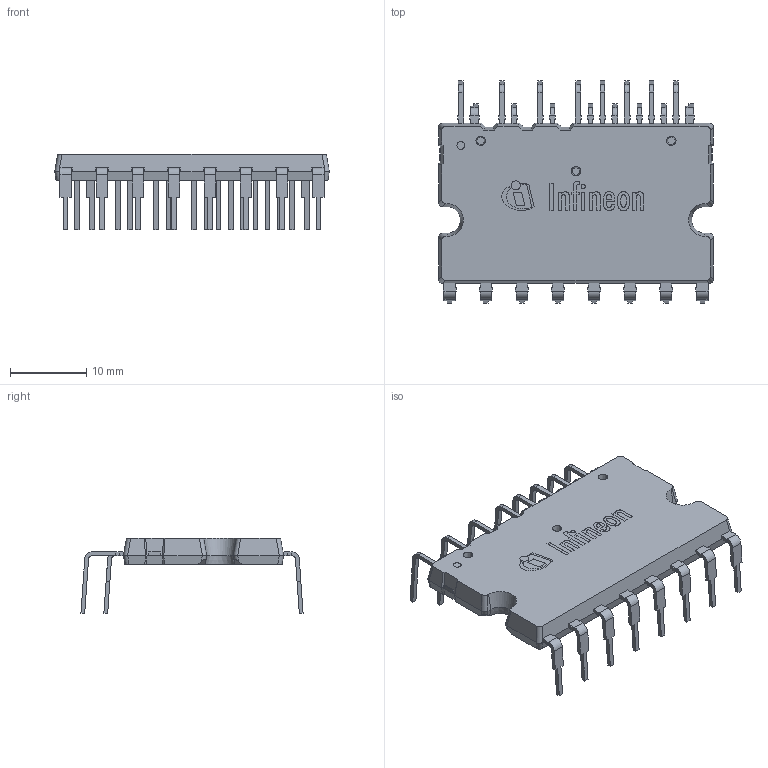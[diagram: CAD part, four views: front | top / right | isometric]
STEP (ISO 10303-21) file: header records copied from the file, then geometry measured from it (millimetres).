
FILE_DESCRIPTION((''),'2;1');
FILE_NAME('MDIP-24-X1.stp','2017-04-06T18:08:09',('limsiewl'),('IFX'),'Mechanical Desktop 2011','Mechanical Desktop 2011',', , ');
FILE_SCHEMA(('AUTOMOTIVE_DESIGN { 1 2 10303 214 1 1 1 1 }'));
Length unit declared in the file: millimetre
Products named in the file (1): Product
Bounding box: 36 x 29.12 x 9.86 mm (x, y, z)
Volume: 2373.9 mm3; surface area: 4022.6 mm2
Topology: 41 solids, 41 shells, 824 faces, 2185 edges, 1452 vertices
Faces by surface type: plane 324, bspline 318, cylinder 162, cone 12, torus 8
Entity records: 26138 total; most frequent: CARTESIAN_POINT 6138, ORIENTED_EDGE 4370, DIRECTION 3647, EDGE_CURVE 2185, VECTOR 1737, LINE 1737, VERTEX_POINT 1452, AXIS2_PLACEMENT_3D 955
